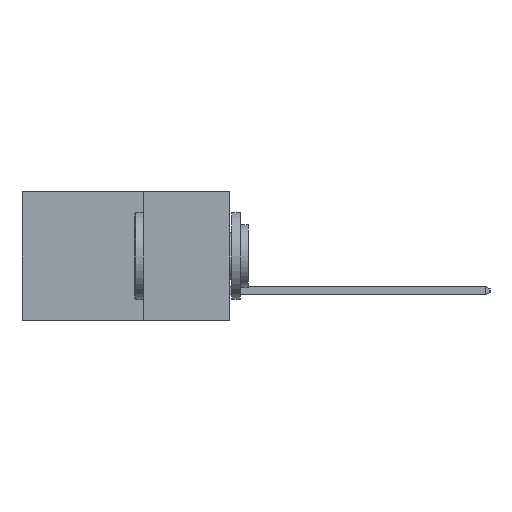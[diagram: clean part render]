
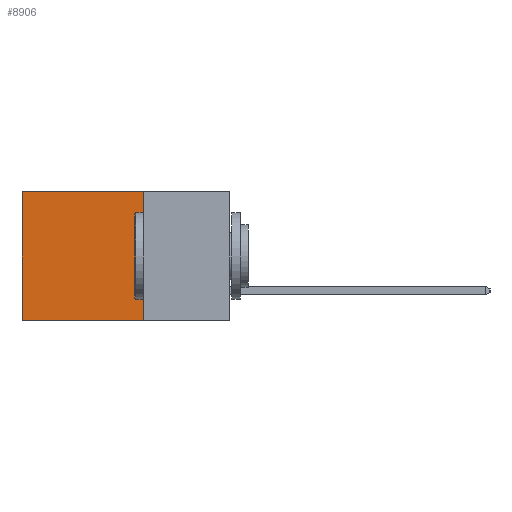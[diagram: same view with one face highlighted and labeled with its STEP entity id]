
A CAD part, left-side view. The second image highlights one B-rep face of the part: STEP entity #8906.
In plain terms, the highlighted planar face has unit normal (-1, 0, 0).
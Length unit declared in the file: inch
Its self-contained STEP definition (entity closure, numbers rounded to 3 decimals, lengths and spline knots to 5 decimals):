
#1086 = DIRECTION ( 'NONE',  ( 1., 0., 0. ) ) ;
#2292 = CARTESIAN_POINT ( 'NONE',  ( 0.2615, 0.6, 0. ) ) ;
#2504 = VECTOR ( 'NONE', #12366, 39.37008 ) ;
#2865 = CARTESIAN_POINT ( 'NONE',  ( 0.2615, 0.6, -0.37 ) ) ;
#3804 = DIRECTION ( 'NONE',  ( 0., 1., 0. ) ) ;
#6538 = EDGE_CURVE ( 'NONE', #20162, #23832, #8428, .T. ) ;
#6645 = FACE_OUTER_BOUND ( 'NONE', #12191, .T. ) ;
#6991 = AXIS2_PLACEMENT_3D ( 'NONE', #25481, #1086, #15362 ) ;
#7253 = LINE ( 'NONE', #24566, #2504 ) ;
#7670 = CARTESIAN_POINT ( 'NONE',  ( 0.2615, 0.25, 0. ) ) ;
#8201 = CARTESIAN_POINT ( 'NONE',  ( 0.2615, 0.6, -0.37 ) ) ;
#8354 = VECTOR ( 'NONE', #25131, 39.37008 ) ;
#8428 = LINE ( 'NONE', #9810, #13212 ) ;
#8847 = ORIENTED_EDGE ( 'NONE', *, *, #6538, .T. ) ;
#8906 = ADVANCED_FACE ( 'NONE', ( #6645 ), #11215, .F. ) ;
#9260 = EDGE_CURVE ( 'NONE', #14794, #15609, #7253, .T. ) ;
#9810 = CARTESIAN_POINT ( 'NONE',  ( 0.2615, 0.25, 0. ) ) ;
#10909 = DIRECTION ( 'NONE',  ( 0., 0., -1. ) ) ;
#11215 = PLANE ( 'NONE',  #6991 ) ;
#11540 = ORIENTED_EDGE ( 'NONE', *, *, #20346, .T. ) ;
#12191 = EDGE_LOOP ( 'NONE', ( #11540, #18451, #16470, #8847 ) ) ;
#12366 = DIRECTION ( 'NONE',  ( 0., 1., 0. ) ) ;
#12833 = CARTESIAN_POINT ( 'NONE',  ( 0.2615, 0.25, -0.37 ) ) ;
#13212 = VECTOR ( 'NONE', #3804, 39.37008 ) ;
#13786 = LINE ( 'NONE', #12833, #8354 ) ;
#14794 = VERTEX_POINT ( 'NONE', #16003 ) ;
#15362 = DIRECTION ( 'NONE',  ( 0., 0., -1. ) ) ;
#15609 = VERTEX_POINT ( 'NONE', #8201 ) ;
#16003 = CARTESIAN_POINT ( 'NONE',  ( 0.2615, 0.25, -0.37 ) ) ;
#16470 = ORIENTED_EDGE ( 'NONE', *, *, #22940, .F. ) ;
#18451 = ORIENTED_EDGE ( 'NONE', *, *, #9260, .F. ) ;
#20162 = VERTEX_POINT ( 'NONE', #7670 ) ;
#20346 = EDGE_CURVE ( 'NONE', #23832, #15609, #20677, .T. ) ;
#20677 = LINE ( 'NONE', #2865, #26022 ) ;
#22940 = EDGE_CURVE ( 'NONE', #20162, #14794, #13786, .T. ) ;
#23832 = VERTEX_POINT ( 'NONE', #2292 ) ;
#24566 = CARTESIAN_POINT ( 'NONE',  ( 0.2615, 0.25, -0.37 ) ) ;
#25131 = DIRECTION ( 'NONE',  ( 0., 0., -1. ) ) ;
#25481 = CARTESIAN_POINT ( 'NONE',  ( 0.2615, 0.25, -0.37 ) ) ;
#26022 = VECTOR ( 'NONE', #10909, 39.37008 ) ;
